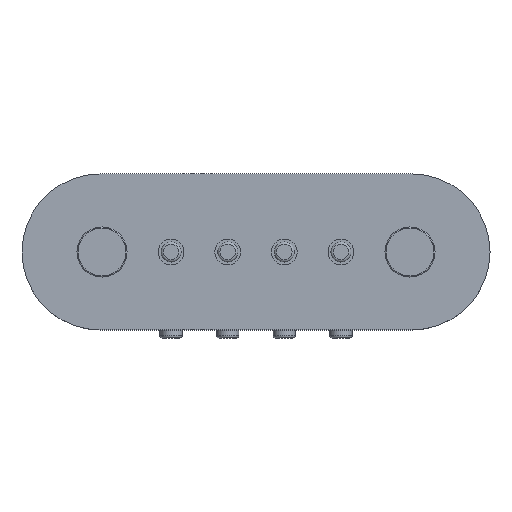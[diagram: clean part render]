
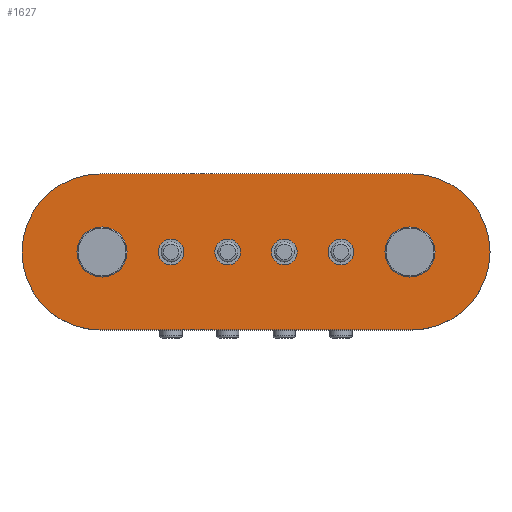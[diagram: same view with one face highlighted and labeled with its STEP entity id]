
A CAD part, top view. The second image highlights one B-rep face of the part: STEP entity #1627.
In plain terms, the highlighted planar face has unit normal (0, 0, 1).
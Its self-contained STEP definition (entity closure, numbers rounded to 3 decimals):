
#124=FACE_BOUND('',#442,.T.);
#125=FACE_BOUND('',#443,.T.);
#126=FACE_BOUND('',#444,.T.);
#127=FACE_BOUND('',#445,.T.);
#128=FACE_BOUND('',#446,.T.);
#129=FACE_BOUND('',#447,.T.);
#152=CIRCLE('',#1775,0.575);
#155=CIRCLE('',#1780,0.575);
#158=CIRCLE('',#1785,0.575);
#161=CIRCLE('',#1790,0.575);
#174=CIRCLE('',#1819,3.5);
#175=CIRCLE('',#1822,3.5);
#176=CIRCLE('',#1824,1.125);
#179=CIRCLE('',#1829,1.125);
#317=FACE_OUTER_BOUND('',#441,.T.);
#441=EDGE_LOOP('',(#1269,#1270,#1271,#1272));
#442=EDGE_LOOP('',(#1273));
#443=EDGE_LOOP('',(#1274));
#444=EDGE_LOOP('',(#1275));
#445=EDGE_LOOP('',(#1276));
#446=EDGE_LOOP('',(#1277));
#447=EDGE_LOOP('',(#1278));
#595=LINE('',#2784,#687);
#599=LINE('',#2793,#691);
#687=VECTOR('',#2185,10.);
#691=VECTOR('',#2195,10.);
#749=VERTEX_POINT('',#2680);
#752=VERTEX_POINT('',#2689);
#755=VERTEX_POINT('',#2698);
#758=VERTEX_POINT('',#2707);
#781=VERTEX_POINT('',#2782);
#782=VERTEX_POINT('',#2783);
#783=VERTEX_POINT('',#2788);
#784=VERTEX_POINT('',#2792);
#785=VERTEX_POINT('',#2798);
#788=VERTEX_POINT('',#2808);
#900=EDGE_CURVE('',#749,#749,#152,.T.);
#904=EDGE_CURVE('',#752,#752,#155,.T.);
#908=EDGE_CURVE('',#755,#755,#158,.T.);
#912=EDGE_CURVE('',#758,#758,#161,.T.);
#949=EDGE_CURVE('',#781,#782,#595,.T.);
#952=EDGE_CURVE('',#783,#781,#174,.T.);
#954=EDGE_CURVE('',#784,#783,#599,.T.);
#956=EDGE_CURVE('',#782,#784,#175,.T.);
#957=EDGE_CURVE('',#785,#785,#176,.T.);
#962=EDGE_CURVE('',#788,#788,#179,.T.);
#1269=ORIENTED_EDGE('',*,*,#956,.F.);
#1270=ORIENTED_EDGE('',*,*,#949,.F.);
#1271=ORIENTED_EDGE('',*,*,#952,.F.);
#1272=ORIENTED_EDGE('',*,*,#954,.F.);
#1273=ORIENTED_EDGE('',*,*,#900,.F.);
#1274=ORIENTED_EDGE('',*,*,#904,.F.);
#1275=ORIENTED_EDGE('',*,*,#908,.F.);
#1276=ORIENTED_EDGE('',*,*,#912,.F.);
#1277=ORIENTED_EDGE('',*,*,#962,.T.);
#1278=ORIENTED_EDGE('',*,*,#957,.T.);
#1552=PLANE('',#1838);
#1627=ADVANCED_FACE('',(#317,#124,#125,#126,#127,#128,#129),#1552,.T.);
#1775=AXIS2_PLACEMENT_3D('',#2681,#2072,#2073);
#1780=AXIS2_PLACEMENT_3D('',#2690,#2083,#2084);
#1785=AXIS2_PLACEMENT_3D('',#2699,#2094,#2095);
#1790=AXIS2_PLACEMENT_3D('',#2708,#2105,#2106);
#1819=AXIS2_PLACEMENT_3D('',#2789,#2190,#2191);
#1822=AXIS2_PLACEMENT_3D('',#2796,#2199,#2200);
#1824=AXIS2_PLACEMENT_3D('',#2799,#2203,#2204);
#1829=AXIS2_PLACEMENT_3D('',#2809,#2215,#2216);
#1838=AXIS2_PLACEMENT_3D('',#2826,#2237,#2238);
#2072=DIRECTION('center_axis',(0.,0.,1.));
#2073=DIRECTION('ref_axis',(1.,0.,0.));
#2083=DIRECTION('center_axis',(0.,0.,1.));
#2084=DIRECTION('ref_axis',(1.,0.,0.));
#2094=DIRECTION('center_axis',(0.,0.,1.));
#2095=DIRECTION('ref_axis',(1.,0.,0.));
#2105=DIRECTION('center_axis',(0.,0.,1.));
#2106=DIRECTION('ref_axis',(1.,0.,0.));
#2185=DIRECTION('',(1.,0.,0.));
#2190=DIRECTION('center_axis',(0.,0.,-1.));
#2191=DIRECTION('ref_axis',(0.,1.,0.));
#2195=DIRECTION('',(-1.,0.,0.));
#2199=DIRECTION('center_axis',(0.,0.,-1.));
#2200=DIRECTION('ref_axis',(0.,-1.,0.));
#2203=DIRECTION('center_axis',(0.,0.,-1.));
#2204=DIRECTION('ref_axis',(1.,0.,0.));
#2215=DIRECTION('center_axis',(0.,0.,-1.));
#2216=DIRECTION('ref_axis',(1.,0.,0.));
#2237=DIRECTION('center_axis',(0.,0.,1.));
#2238=DIRECTION('ref_axis',(1.,0.,0.));
#2680=CARTESIAN_POINT('',(3.235,0.,4.));
#2681=CARTESIAN_POINT('Origin',(3.81,0.,4.));
#2689=CARTESIAN_POINT('',(0.695,0.,4.));
#2690=CARTESIAN_POINT('Origin',(1.27,0.,4.));
#2698=CARTESIAN_POINT('',(-4.385,0.,4.));
#2699=CARTESIAN_POINT('Origin',(-3.81,0.,4.));
#2707=CARTESIAN_POINT('',(-1.845,0.,4.));
#2708=CARTESIAN_POINT('Origin',(-1.27,0.,4.));
#2782=CARTESIAN_POINT('',(-7.,3.5,4.));
#2783=CARTESIAN_POINT('',(7.,3.5,4.));
#2784=CARTESIAN_POINT('',(3.5,3.5,4.));
#2788=CARTESIAN_POINT('',(-7.,-3.5,4.));
#2789=CARTESIAN_POINT('Origin',(-7.,0.,4.));
#2792=CARTESIAN_POINT('',(7.,-3.5,4.));
#2793=CARTESIAN_POINT('',(-3.5,-3.5,4.));
#2796=CARTESIAN_POINT('Origin',(7.,0.,4.));
#2798=CARTESIAN_POINT('',(-8.035,0.,4.));
#2799=CARTESIAN_POINT('Origin',(-6.91,0.,4.));
#2808=CARTESIAN_POINT('',(5.785,0.,4.));
#2809=CARTESIAN_POINT('Origin',(6.91,0.,4.));
#2826=CARTESIAN_POINT('Origin',(0.,0.,4.));
